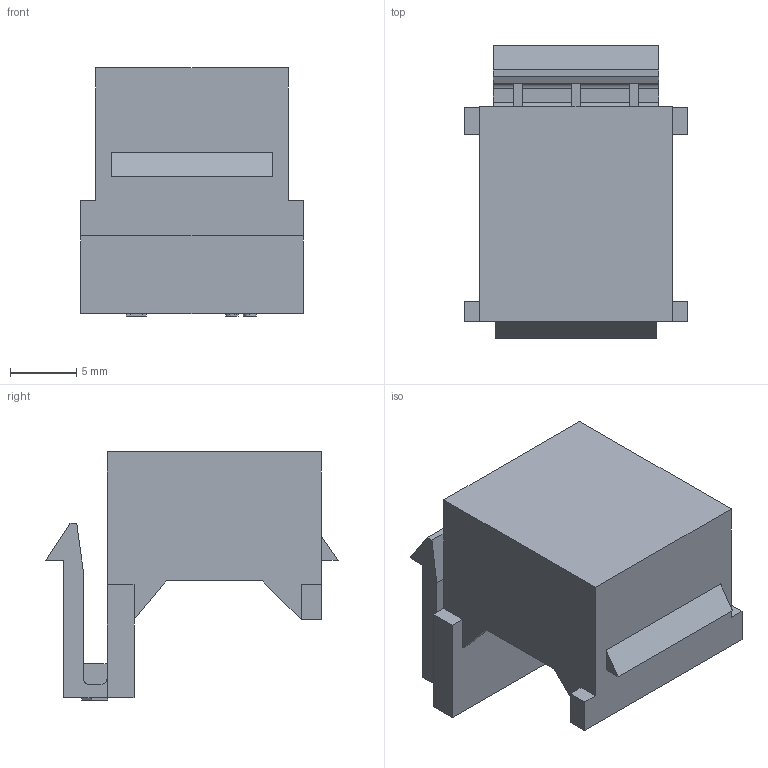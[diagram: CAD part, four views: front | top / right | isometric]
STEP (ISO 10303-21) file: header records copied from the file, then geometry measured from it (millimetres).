
FILE_DESCRIPTION (( 'STEP AP203' ), '1' );
FILE_NAME ('MJSCVR.STEP', '2011-01-26T13:27:06', ( 'x' ), ( 'Microsoft' ), 'SwSTEP 2.0', 'SolidWorks 2010', '' );
FILE_SCHEMA (( 'CONFIG_CONTROL_DESIGN' ));
Length unit declared in the file: inch
Products named in the file (1): MJSCVR
Bounding box: 16.76 x 22.05 x 18.71 mm (x, y, z)
Volume: 1734.7 mm3; surface area: 2394.1 mm2
Topology: 1 solids, 1 shells, 101 faces, 278 edges, 184 vertices
Faces by surface type: plane 79, bspline 13, cylinder 9
Entity records: 4349 total; most frequent: CARTESIAN_POINT 1767, ORIENTED_EDGE 556, DIRECTION 448, EDGE_CURVE 278, LINE 234, VECTOR 234, VERTEX_POINT 184, AXIS2_PLACEMENT_3D 107
